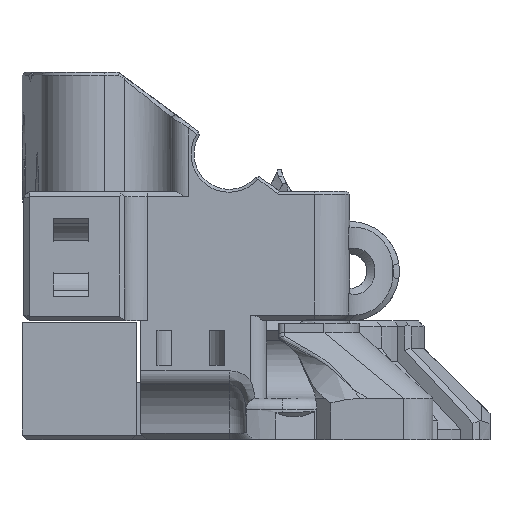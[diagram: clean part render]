
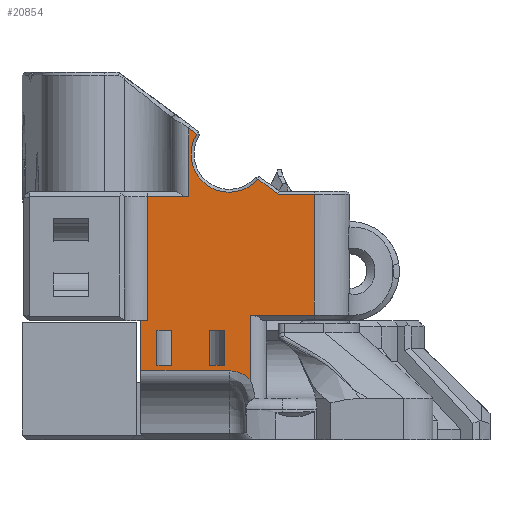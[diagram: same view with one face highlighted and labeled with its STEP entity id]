
A CAD part, left-side view. The second image highlights one B-rep face of the part: STEP entity #20854.
In plain terms, the highlighted planar face has unit normal (-1, 0, 0).
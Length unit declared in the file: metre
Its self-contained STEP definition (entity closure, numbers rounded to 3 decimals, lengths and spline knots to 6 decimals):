
#763=CIRCLE('',#22276,0.00325);
#1317=B_SPLINE_CURVE_WITH_KNOTS('',3,(#35444,#35445,#35446,#35447),
 .UNSPECIFIED.,.F.,.F.,(4,4),(0.,0.001963),.UNSPECIFIED.);
#4883=ORIENTED_EDGE('',*,*,#9657,.T.);
#4884=ORIENTED_EDGE('',*,*,#9658,.T.);
#4885=ORIENTED_EDGE('',*,*,#9659,.T.);
#4886=ORIENTED_EDGE('',*,*,#9660,.T.);
#4887=ORIENTED_EDGE('',*,*,#9661,.T.);
#4888=ORIENTED_EDGE('',*,*,#9662,.F.);
#4889=ORIENTED_EDGE('',*,*,#9663,.T.);
#4890=ORIENTED_EDGE('',*,*,#9664,.T.);
#4891=ORIENTED_EDGE('',*,*,#9665,.T.);
#4892=ORIENTED_EDGE('',*,*,#9666,.T.);
#4893=ORIENTED_EDGE('',*,*,#9581,.T.);
#4894=ORIENTED_EDGE('',*,*,#9667,.F.);
#4895=ORIENTED_EDGE('',*,*,#9668,.T.);
#4896=ORIENTED_EDGE('',*,*,#9669,.T.);
#4897=ORIENTED_EDGE('',*,*,#9670,.T.);
#4898=ORIENTED_EDGE('',*,*,#9671,.F.);
#4899=ORIENTED_EDGE('',*,*,#9672,.F.);
#4900=ORIENTED_EDGE('',*,*,#9673,.T.);
#4901=ORIENTED_EDGE('',*,*,#9674,.T.);
#4902=ORIENTED_EDGE('',*,*,#9675,.F.);
#4903=ORIENTED_EDGE('',*,*,#9676,.F.);
#4904=ORIENTED_EDGE('',*,*,#9677,.T.);
#9581=EDGE_CURVE('',#12228,#12227,#14376,.T.);
#9657=EDGE_CURVE('',#12286,#12287,#14406,.T.);
#9658=EDGE_CURVE('',#12287,#12288,#14407,.T.);
#9659=EDGE_CURVE('',#12288,#12289,#14408,.F.);
#9660=EDGE_CURVE('',#12289,#12290,#14409,.T.);
#9661=EDGE_CURVE('',#12290,#12291,#14410,.T.);
#9662=EDGE_CURVE('',#12292,#12291,#763,.T.);
#9663=EDGE_CURVE('',#12292,#12293,#14411,.T.);
#9664=EDGE_CURVE('',#12293,#12294,#14412,.T.);
#9665=EDGE_CURVE('',#12294,#12295,#14413,.T.);
#9666=EDGE_CURVE('',#12295,#12228,#14414,.T.);
#9667=EDGE_CURVE('',#12296,#12227,#14415,.T.);
#9668=EDGE_CURVE('',#12296,#12297,#14416,.T.);
#9669=EDGE_CURVE('',#12297,#12286,#1317,.T.);
#9670=EDGE_CURVE('',#12298,#12299,#14417,.T.);
#9671=EDGE_CURVE('',#12300,#12299,#14418,.T.);
#9672=EDGE_CURVE('',#12301,#12300,#14419,.T.);
#9673=EDGE_CURVE('',#12301,#12298,#14420,.T.);
#9674=EDGE_CURVE('',#12302,#12303,#14421,.T.);
#9675=EDGE_CURVE('',#12304,#12303,#14422,.T.);
#9676=EDGE_CURVE('',#12305,#12304,#14423,.T.);
#9677=EDGE_CURVE('',#12305,#12302,#14424,.T.);
#12227=VERTEX_POINT('',#34770);
#12228=VERTEX_POINT('',#34772);
#12286=VERTEX_POINT('',#35421);
#12287=VERTEX_POINT('',#35422);
#12288=VERTEX_POINT('',#35424);
#12289=VERTEX_POINT('',#35426);
#12290=VERTEX_POINT('',#35428);
#12291=VERTEX_POINT('',#35430);
#12292=VERTEX_POINT('',#35432);
#12293=VERTEX_POINT('',#35434);
#12294=VERTEX_POINT('',#35436);
#12295=VERTEX_POINT('',#35438);
#12296=VERTEX_POINT('',#35441);
#12297=VERTEX_POINT('',#35443);
#12298=VERTEX_POINT('',#35449);
#12299=VERTEX_POINT('',#35450);
#12300=VERTEX_POINT('',#35452);
#12301=VERTEX_POINT('',#35454);
#12302=VERTEX_POINT('',#35457);
#12303=VERTEX_POINT('',#35458);
#12304=VERTEX_POINT('',#35460);
#12305=VERTEX_POINT('',#35462);
#14376=LINE('',#34771,#16306);
#14406=LINE('',#35420,#16336);
#14407=LINE('',#35423,#16337);
#14408=LINE('',#35425,#16338);
#14409=LINE('',#35427,#16339);
#14410=LINE('',#35429,#16340);
#14411=LINE('',#35433,#16341);
#14412=LINE('',#35435,#16342);
#14413=LINE('',#35437,#16343);
#14414=LINE('',#35439,#16344);
#14415=LINE('',#35440,#16345);
#14416=LINE('',#35442,#16346);
#14417=LINE('',#35448,#16347);
#14418=LINE('',#35451,#16348);
#14419=LINE('',#35453,#16349);
#14420=LINE('',#35455,#16350);
#14421=LINE('',#35456,#16351);
#14422=LINE('',#35459,#16352);
#14423=LINE('',#35461,#16353);
#14424=LINE('',#35463,#16354);
#16306=VECTOR('',#25833,1.);
#16336=VECTOR('',#25915,1.);
#16337=VECTOR('',#25916,1.);
#16338=VECTOR('',#25917,1.);
#16339=VECTOR('',#25918,1.);
#16340=VECTOR('',#25919,1.);
#16341=VECTOR('',#25922,1.);
#16342=VECTOR('',#25923,1.);
#16343=VECTOR('',#25924,1.);
#16344=VECTOR('',#25925,1.);
#16345=VECTOR('',#25926,1.);
#16346=VECTOR('',#25927,1.);
#16347=VECTOR('',#25928,1.);
#16348=VECTOR('',#25929,1.);
#16349=VECTOR('',#25930,1.);
#16350=VECTOR('',#25931,1.);
#16351=VECTOR('',#25932,1.);
#16352=VECTOR('',#25933,1.);
#16353=VECTOR('',#25934,1.);
#16354=VECTOR('',#25935,1.);
#17640=EDGE_LOOP('',(#4883,#4884,#4885,#4886,#4887,#4888,#4889,#4890,#4891,
#4892,#4893,#4894,#4895,#4896));
#17641=EDGE_LOOP('',(#4897,#4898,#4899,#4900));
#17642=EDGE_LOOP('',(#4901,#4902,#4903,#4904));
#18884=FACE_BOUND('',#17640,.T.);
#18885=FACE_BOUND('',#17641,.T.);
#18886=FACE_BOUND('',#17642,.T.);
#20030=PLANE('',#22275);
#20854=ADVANCED_FACE('',(#18884,#18885,#18886),#20030,.T.);
#22275=AXIS2_PLACEMENT_3D('',#35419,#25913,#25914);
#22276=AXIS2_PLACEMENT_3D('',#35431,#25920,#25921);
#25833=DIRECTION('',(0.,1.,0.));
#25913=DIRECTION('',(-1.,0.,0.));
#25914=DIRECTION('',(0.,0.,-1.));
#25915=DIRECTION('',(0.,0.,1.));
#25916=DIRECTION('',(0.,-1.,0.));
#25917=DIRECTION('',(0.,0.,-1.));
#25918=DIRECTION('',(0.,1.,0.));
#25919=DIRECTION('',(0.,0.804,0.594));
#25920=DIRECTION('',(-1.,0.,0.));
#25921=DIRECTION('',(0.,0.,1.));
#25922=DIRECTION('',(0.,0.804,0.594));
#25923=DIRECTION('',(0.,0.,-1.));
#25924=DIRECTION('',(0.,1.,0.));
#25925=DIRECTION('',(0.,0.,-1.));
#25926=DIRECTION('',(0.,0.,1.));
#25927=DIRECTION('',(0.,-1.,0.));
#25928=DIRECTION('',(0.,0.,-1.));
#25929=DIRECTION('',(0.,-1.,0.));
#25930=DIRECTION('',(0.,0.,-1.));
#25931=DIRECTION('',(0.,-1.,0.));
#25932=DIRECTION('',(0.,0.,-1.));
#25933=DIRECTION('',(0.,-1.,0.));
#25934=DIRECTION('',(0.,0.,-1.));
#25935=DIRECTION('',(0.,-1.,0.));
#34770=CARTESIAN_POINT('',(0.07925,0.01185,-0.000883));
#34771=CARTESIAN_POINT('',(0.07925,0.00532,-0.000883));
#34772=CARTESIAN_POINT('',(0.07925,0.011279,-0.000883));
#35419=CARTESIAN_POINT('',(0.07925,0.0045,0.01906));
#35420=CARTESIAN_POINT('',(0.07925,0.0025,-0.003192));
#35421=CARTESIAN_POINT('',(0.07925,0.0025,-0.005887));
#35422=CARTESIAN_POINT('',(0.07925,0.0025,-0.000383));
#35423=CARTESIAN_POINT('',(0.07925,0.0045,-0.000383));
#35424=CARTESIAN_POINT('',(0.07925,-0.003,-0.000383));
#35425=CARTESIAN_POINT('',(0.07925,-0.003,0.024867));
#35426=CARTESIAN_POINT('',(0.07925,-0.003,0.009938));
#35427=CARTESIAN_POINT('',(0.07925,0.0045,0.009938));
#35428=CARTESIAN_POINT('',(0.07925,0.000082,0.009938));
#35429=CARTESIAN_POINT('',(0.07925,0.007299,0.015273));
#35430=CARTESIAN_POINT('',(0.07925,0.001843,0.011239));
#35431=CARTESIAN_POINT('',(0.07925,0.0043,0.013367));
#35432=CARTESIAN_POINT('',(0.07925,0.007054,0.015092));
#35433=CARTESIAN_POINT('',(0.07925,0.007299,0.015273));
#35434=CARTESIAN_POINT('',(0.07925,0.007757,0.015611));
#35435=CARTESIAN_POINT('',(0.07925,0.007757,0.056867));
#35436=CARTESIAN_POINT('',(0.07925,0.007757,0.00975));
#35437=CARTESIAN_POINT('',(0.07925,0.002337,0.00975));
#35438=CARTESIAN_POINT('',(0.07925,0.011279,0.00975));
#35439=CARTESIAN_POINT('',(0.07925,0.011279,0.003861));
#35440=CARTESIAN_POINT('',(0.07925,0.01185,-0.011085));
#35441=CARTESIAN_POINT('',(0.07925,0.01185,-0.005153));
#35442=CARTESIAN_POINT('',(0.07925,0.00735,-0.005153));
#35443=CARTESIAN_POINT('',(0.07925,0.00425,-0.005153));
#35444=CARTESIAN_POINT('',(0.07925,0.00425,-0.005153));
#35445=CARTESIAN_POINT('',(0.07925,0.003594,-0.005153));
#35446=CARTESIAN_POINT('',(0.07925,0.002961,-0.005436));
#35447=CARTESIAN_POINT('',(0.07925,0.0025,-0.005887));
#35448=CARTESIAN_POINT('',(0.07925,0.009191,-0.001683));
#35449=CARTESIAN_POINT('',(0.07925,0.009191,-0.001683));
#35450=CARTESIAN_POINT('',(0.07925,0.009191,-0.004683));
#35451=CARTESIAN_POINT('',(0.07925,0.0045,-0.004683));
#35452=CARTESIAN_POINT('',(0.07925,0.01047,-0.004683));
#35453=CARTESIAN_POINT('',(0.07925,0.01047,-0.001683));
#35454=CARTESIAN_POINT('',(0.07925,0.01047,-0.001683));
#35455=CARTESIAN_POINT('',(0.07925,0.0045,-0.001683));
#35456=CARTESIAN_POINT('',(0.07925,0.004687,-0.001683));
#35457=CARTESIAN_POINT('',(0.07925,0.004687,-0.001683));
#35458=CARTESIAN_POINT('',(0.07925,0.004687,-0.004683));
#35459=CARTESIAN_POINT('',(0.07925,0.0045,-0.004683));
#35460=CARTESIAN_POINT('',(0.07925,0.005966,-0.004683));
#35461=CARTESIAN_POINT('',(0.07925,0.005966,-0.001683));
#35462=CARTESIAN_POINT('',(0.07925,0.005966,-0.001683));
#35463=CARTESIAN_POINT('',(0.07925,0.0045,-0.001683));
